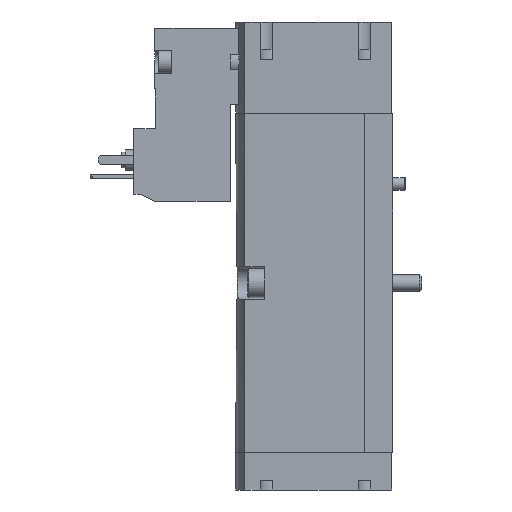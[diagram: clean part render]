
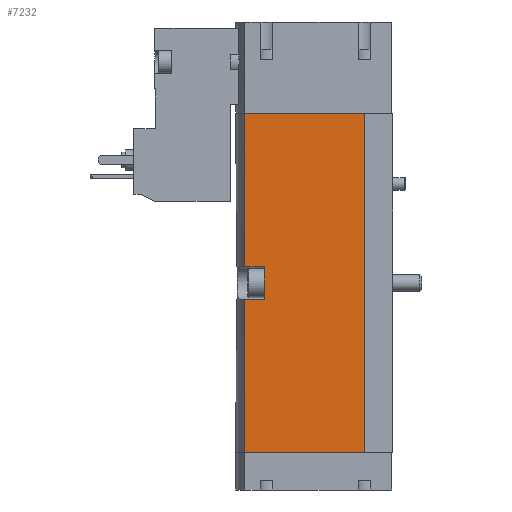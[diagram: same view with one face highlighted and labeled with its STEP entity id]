
A CAD part, left-side view. The second image highlights one B-rep face of the part: STEP entity #7232.
In plain terms, the highlighted planar face has unit normal (-1, 0, 0).
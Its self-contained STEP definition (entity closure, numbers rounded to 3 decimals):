
#694=ORIENTED_EDGE('',*,*,#2189,.T.);
#695=ORIENTED_EDGE('',*,*,#2199,.T.);
#696=ORIENTED_EDGE('',*,*,#2200,.F.);
#697=ORIENTED_EDGE('',*,*,#2201,.F.);
#698=ORIENTED_EDGE('',*,*,#2193,.T.);
#699=ORIENTED_EDGE('',*,*,#2202,.F.);
#700=ORIENTED_EDGE('',*,*,#2203,.F.);
#701=ORIENTED_EDGE('',*,*,#2204,.F.);
#702=ORIENTED_EDGE('',*,*,#2205,.F.);
#2189=EDGE_CURVE('',#2936,#2935,#3349,.T.);
#2193=EDGE_CURVE('',#2940,#2939,#3350,.T.);
#2199=EDGE_CURVE('',#2935,#2945,#3352,.T.);
#2200=EDGE_CURVE('',#2946,#2945,#3353,.T.);
#2201=EDGE_CURVE('',#2940,#2946,#3354,.T.);
#2202=EDGE_CURVE('',#2947,#2939,#3355,.T.);
#2203=EDGE_CURVE('',#2948,#2947,#3356,.T.);
#2204=EDGE_CURVE('',#2949,#2948,#3357,.T.);
#2205=EDGE_CURVE('',#2936,#2949,#3358,.T.);
#2935=VERTEX_POINT('',#10178);
#2936=VERTEX_POINT('',#10180);
#2939=VERTEX_POINT('',#10192);
#2940=VERTEX_POINT('',#10194);
#2945=VERTEX_POINT('',#10212);
#2946=VERTEX_POINT('',#10214);
#2947=VERTEX_POINT('',#10217);
#2948=VERTEX_POINT('',#10219);
#2949=VERTEX_POINT('',#10221);
#3349=LINE('',#10179,#3809);
#3350=LINE('',#10193,#3810);
#3352=LINE('',#10211,#3812);
#3353=LINE('',#10213,#3813);
#3354=LINE('',#10215,#3814);
#3355=LINE('',#10216,#3815);
#3356=LINE('',#10218,#3816);
#3357=LINE('',#10220,#3817);
#3358=LINE('',#10222,#3818);
#3809=VECTOR('',#8471,1000.);
#3810=VECTOR('',#8476,1000.);
#3812=VECTOR('',#8486,1000.);
#3813=VECTOR('',#8487,1000.);
#3814=VECTOR('',#8488,1000.);
#3815=VECTOR('',#8489,1000.);
#3816=VECTOR('',#8490,1000.);
#3817=VECTOR('',#8491,1000.);
#3818=VECTOR('',#8492,1000.);
#4212=EDGE_LOOP('',(#694,#695,#696,#697,#698,#699,#700,#701,#702));
#4580=FACE_BOUND('',#4212,.T.);
#4931=PLANE('',#7663);
#7232=ADVANCED_FACE('',(#4580),#4931,.F.);
#7663=AXIS2_PLACEMENT_3D('',#10210,#8484,#8485);
#8471=DIRECTION('',(0.,0.,-1.));
#8476=DIRECTION('',(0.,0.,-1.));
#8484=DIRECTION('',(1.,0.,0.));
#8485=DIRECTION('',(0.,0.,-1.));
#8486=DIRECTION('',(0.,-1.,0.));
#8487=DIRECTION('',(0.,0.,-1.));
#8488=DIRECTION('',(0.,-1.,0.));
#8489=DIRECTION('',(0.,1.,0.));
#8490=DIRECTION('',(0.,0.,1.));
#8491=DIRECTION('',(0.,0.,1.));
#8492=DIRECTION('',(0.,-1.,0.));
#10178=CARTESIAN_POINT('',(-13.,35.77,-40.9));
#10179=CARTESIAN_POINT('',(-13.,35.77,41.));
#10180=CARTESIAN_POINT('',(-13.,35.77,-4.));
#10192=CARTESIAN_POINT('',(-13.,35.77,4.));
#10193=CARTESIAN_POINT('',(-13.,35.77,41.));
#10194=CARTESIAN_POINT('',(-13.,35.77,40.9));
#10210=CARTESIAN_POINT('',(-13.,35.77,41.));
#10211=CARTESIAN_POINT('',(-13.,35.77,-40.9));
#10212=CARTESIAN_POINT('',(-13.,6.85,-40.9));
#10213=CARTESIAN_POINT('',(-13.,6.85,41.));
#10214=CARTESIAN_POINT('',(-13.,6.85,40.9));
#10215=CARTESIAN_POINT('',(-13.,35.77,40.9));
#10216=CARTESIAN_POINT('',(-13.,35.77,4.));
#10217=CARTESIAN_POINT('',(-13.,31.,4.));
#10218=CARTESIAN_POINT('',(-13.,31.,41.));
#10219=CARTESIAN_POINT('',(-13.,31.,0.));
#10220=CARTESIAN_POINT('',(-13.,31.,41.));
#10221=CARTESIAN_POINT('',(-13.,31.,-4.));
#10222=CARTESIAN_POINT('',(-13.,35.77,-4.));
